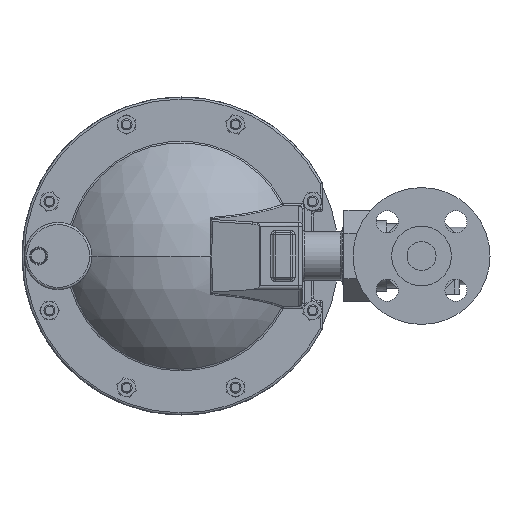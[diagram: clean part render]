
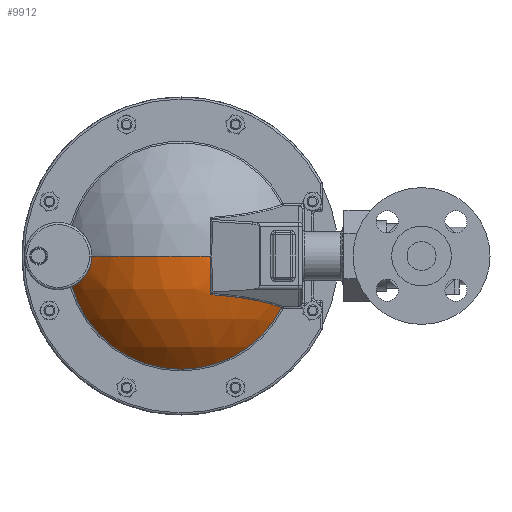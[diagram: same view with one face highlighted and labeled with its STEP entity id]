
A CAD part, left-side view. The second image highlights one B-rep face of the part: STEP entity #9912.
In plain terms, the highlighted spherical face has radius 101.6 mm.
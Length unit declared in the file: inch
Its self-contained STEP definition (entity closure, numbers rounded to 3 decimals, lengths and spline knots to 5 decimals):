
#160 = CARTESIAN_POINT ( 'NONE',  ( 0.52194, 9.88997, -0.86489 ) ) ;
#308 = DIRECTION ( 'NONE',  ( 0., 0., -1. ) ) ;
#510 = SPHERICAL_SURFACE ( 'NONE', #20770, 4. ) ;
#593 = CARTESIAN_POINT ( 'NONE',  ( 0.28604, 9.71946, -0.76504 ) ) ;
#860 = CARTESIAN_POINT ( 'NONE',  ( -0.18269, 9.333, 0. ) ) ;
#1016 = CIRCLE ( 'NONE', #20148, 3.44666 ) ;
#1277 = EDGE_LOOP ( 'NONE', ( #9065, #3161, #18572, #21750, #16468, #1350, #22763, #6616 ) ) ;
#1350 = ORIENTED_EDGE ( 'NONE', *, *, #10348, .T. ) ;
#1542 = VERTEX_POINT ( 'NONE', #2758 ) ;
#1953 = DIRECTION ( 'NONE',  ( 0., -1., 0. ) ) ;
#2116 = VERTEX_POINT ( 'NONE', #15768 ) ;
#2758 = CARTESIAN_POINT ( 'NONE',  ( -0.94579, 5.961, -0.59759 ) ) ;
#3012 = DIRECTION ( 'NONE',  ( -1., 0., 0. ) ) ;
#3161 = ORIENTED_EDGE ( 'NONE', *, *, #7865, .T. ) ;
#3167 = DIRECTION ( 'NONE',  ( 0., 1., 0. ) ) ;
#3344 = AXIS2_PLACEMENT_3D ( 'NONE', #6671, #18994, #308 ) ;
#4191 = CARTESIAN_POINT ( 'NONE',  ( -1.082, 6.806, 0. ) ) ;
#4700 = CARTESIAN_POINT ( 'NONE',  ( 0.52194, 6.806, 0. ) ) ;
#5798 = CARTESIAN_POINT ( 'NONE',  ( 2.39262, 6.806, -1.96074 ) ) ;
#6379 = AXIS2_PLACEMENT_3D ( 'NONE', #4700, #3012, #11589 ) ;
#6477 = CARTESIAN_POINT ( 'NONE',  ( 2.918, 6.806, 0. ) ) ;
#6616 = ORIENTED_EDGE ( 'NONE', *, *, #11824, .F. ) ;
#6652 = DIRECTION ( 'NONE',  ( 0., 0., -1. ) ) ;
#6671 = CARTESIAN_POINT ( 'NONE',  ( 0.52194, 6.806, 0. ) ) ;
#7427 = CIRCLE ( 'NONE', #22168, 4. ) ;
#7466 = CARTESIAN_POINT ( 'NONE',  ( 2.918, 5.961, 0. ) ) ;
#7471 = AXIS2_PLACEMENT_3D ( 'NONE', #6477, #6652, #3167 ) ;
#7688 = CIRCLE ( 'NONE', #19290, 3.90973 ) ;
#7865 = EDGE_CURVE ( 'NONE', #12021, #17897, #21300, .T. ) ;
#7896 = EDGE_CURVE ( 'NONE', #13337, #2116, #16421, .T. ) ;
#8602 = VERTEX_POINT ( 'NONE', #17393 ) ;
#8833 = CARTESIAN_POINT ( 'NONE',  ( -0.83499, 5.961, -1.09591 ) ) ;
#8867 = CARTESIAN_POINT ( 'NONE',  ( 0.43342, 9.82811, -0.8348 ) ) ;
#9065 = ORIENTED_EDGE ( 'NONE', *, *, #11397, .F. ) ;
#9248 = DIRECTION ( 'NONE',  ( 0., 0., -1. ) ) ;
#9912 = ADVANCED_FACE ( 'NONE', ( #14622 ), #510, .T. ) ;
#9951 = B_SPLINE_CURVE_WITH_KNOTS ( 'NONE', 3,
 ( #13824, #13652, #13851, #13714, #11527, #11384, #20752, #21311, #21688, #15514, #13431, #21863, #15630, #16282, #20224, #11861, #13604, #18673, #14120, #593, #15603, #12449, #23091, #8867, #20306, #15825 ),
 .UNSPECIFIED., .F., .F.,
 ( 4, 2, 2, 2, 2, 2, 2, 2, 2, 2, 2, 2, 4 ),
 ( 0.03388, 0.03811, 0.04023, 0.04235, 0.04447, 0.04658, 0.05082, 0.05293, 0.05505, 0.05929, 0.0614, 0.06352, 0.06775 ),
 .UNSPECIFIED. ) ;
#10348 = EDGE_CURVE ( 'NONE', #2116, #8602, #17440, .T. ) ;
#10867 = CARTESIAN_POINT ( 'NONE',  ( 2.918, 5.961, 0. ) ) ;
#11097 = EDGE_CURVE ( 'NONE', #21449, #17897, #7427, .T. ) ;
#11126 = EDGE_CURVE ( 'NONE', #21449, #13337, #9951, .T. ) ;
#11227 = EDGE_CURVE ( 'NONE', #8602, #16274, #1016, .T. ) ;
#11237 = AXIS2_PLACEMENT_3D ( 'NONE', #7466, #19980, #9248 ) ;
#11384 = CARTESIAN_POINT ( 'NONE',  ( -0.13834, 9.37227, -0.27165 ) ) ;
#11397 = EDGE_CURVE ( 'NONE', #12021, #1542, #7688, .T. ) ;
#11527 = CARTESIAN_POINT ( 'NONE',  ( -0.1541, 9.35839, -0.2198 ) ) ;
#11589 = DIRECTION ( 'NONE',  ( 0., 0., -1. ) ) ;
#11742 = CARTESIAN_POINT ( 'NONE',  ( -0.99173, 5.961, 0. ) ) ;
#11824 = EDGE_CURVE ( 'NONE', #1542, #16274, #20566, .T. ) ;
#11861 = CARTESIAN_POINT ( 'NONE',  ( 0.11368, 9.58471, -0.64448 ) ) ;
#11990 = DIRECTION ( 'NONE',  ( 0., 1., 0. ) ) ;
#12021 = VERTEX_POINT ( 'NONE', #11742 ) ;
#12449 = CARTESIAN_POINT ( 'NONE',  ( 0.34806, 9.76586, -0.79713 ) ) ;
#13337 = VERTEX_POINT ( 'NONE', #160 ) ;
#13431 = CARTESIAN_POINT ( 'NONE',  ( -0.06053, 9.43982, -0.43833 ) ) ;
#13604 = CARTESIAN_POINT ( 'NONE',  ( 0.13176, 9.59925, -0.65986 ) ) ;
#13652 = CARTESIAN_POINT ( 'NONE',  ( -0.18269, 9.333, -0.05598 ) ) ;
#13714 = CARTESIAN_POINT ( 'NONE',  ( -0.16083, 9.35243, -0.19315 ) ) ;
#13824 = CARTESIAN_POINT ( 'NONE',  ( -0.18269, 9.333, 0. ) ) ;
#13851 = CARTESIAN_POINT ( 'NONE',  ( -0.1772, 9.33791, -0.11126 ) ) ;
#14120 = CARTESIAN_POINT ( 'NONE',  ( 0.22586, 9.67356, -0.72978 ) ) ;
#14622 = FACE_OUTER_BOUND ( 'NONE', #1277, .T. ) ;
#15514 = CARTESIAN_POINT ( 'NONE',  ( -0.0735, 9.42868, -0.41626 ) ) ;
#15571 = CARTESIAN_POINT ( 'NONE',  ( 2.918, 6.806, 0. ) ) ;
#15603 = CARTESIAN_POINT ( 'NONE',  ( 0.30647, 9.73487, -0.77615 ) ) ;
#15630 = CARTESIAN_POINT ( 'NONE',  ( 0.01122, 9.50067, -0.54085 ) ) ;
#15768 = CARTESIAN_POINT ( 'NONE',  ( 0.52194, 6.806, -3.20295 ) ) ;
#15825 = CARTESIAN_POINT ( 'NONE',  ( 0.52194, 9.88997, -0.86489 ) ) ;
#16138 = DIRECTION ( 'NONE',  ( 1., 0., 0. ) ) ;
#16274 = VERTEX_POINT ( 'NONE', #8833 ) ;
#16282 = CARTESIAN_POINT ( 'NONE',  ( 0.06112, 9.54192, -0.59482 ) ) ;
#16421 = CIRCLE ( 'NONE', #6379, 3.20295 ) ;
#16468 = ORIENTED_EDGE ( 'NONE', *, *, #7896, .T. ) ;
#16763 = DIRECTION ( 'NONE',  ( 0., 0., 1. ) ) ;
#17247 = DIRECTION ( 'NONE',  ( -0.259, 0., -0.966 ) ) ;
#17393 = CARTESIAN_POINT ( 'NONE',  ( 0.52194, 3.9549, -1.4595 ) ) ;
#17440 = CIRCLE ( 'NONE', #3344, 3.20295 ) ;
#17897 = VERTEX_POINT ( 'NONE', #4191 ) ;
#18572 = ORIENTED_EDGE ( 'NONE', *, *, #11097, .F. ) ;
#18673 = CARTESIAN_POINT ( 'NONE',  ( 0.18724, 9.64341, -0.70367 ) ) ;
#18994 = DIRECTION ( 'NONE',  ( -1., 0., 0. ) ) ;
#19290 = AXIS2_PLACEMENT_3D ( 'NONE', #10867, #1953, #22340 ) ;
#19980 = DIRECTION ( 'NONE',  ( 0., -1., 0. ) ) ;
#20084 = DIRECTION ( 'NONE',  ( 0., 0., -1. ) ) ;
#20148 = AXIS2_PLACEMENT_3D ( 'NONE', #5798, #17247, #21335 ) ;
#20224 = CARTESIAN_POINT ( 'NONE',  ( 0.07839, 9.55607, -0.61199 ) ) ;
#20306 = CARTESIAN_POINT ( 'NONE',  ( 0.47721, 9.85914, -0.85088 ) ) ;
#20566 = CIRCLE ( 'NONE', #11237, 3.90973 ) ;
#20752 = CARTESIAN_POINT ( 'NONE',  ( -0.12931, 9.3802, -0.29689 ) ) ;
#20770 = AXIS2_PLACEMENT_3D ( 'NONE', #20837, #20084, #11990 ) ;
#20837 = CARTESIAN_POINT ( 'NONE',  ( 2.918, 6.806, 0. ) ) ;
#21300 = CIRCLE ( 'NONE', #7471, 4. ) ;
#21311 = CARTESIAN_POINT ( 'NONE',  ( -0.10906, 9.3979, -0.34609 ) ) ;
#21335 = DIRECTION ( 'NONE',  ( -0.966, 0., 0.259 ) ) ;
#21449 = VERTEX_POINT ( 'NONE', #860 ) ;
#21688 = CARTESIAN_POINT ( 'NONE',  ( -0.09776, 9.40772, -0.37017 ) ) ;
#21750 = ORIENTED_EDGE ( 'NONE', *, *, #11126, .T. ) ;
#21863 = CARTESIAN_POINT ( 'NONE',  ( -0.01931, 9.47496, -0.50192 ) ) ;
#22168 = AXIS2_PLACEMENT_3D ( 'NONE', #15571, #16763, #16138 ) ;
#22340 = DIRECTION ( 'NONE',  ( 0., 0., -1. ) ) ;
#22763 = ORIENTED_EDGE ( 'NONE', *, *, #11227, .T. ) ;
#23091 = CARTESIAN_POINT ( 'NONE',  ( 0.36924, 9.78146, -0.80702 ) ) ;
